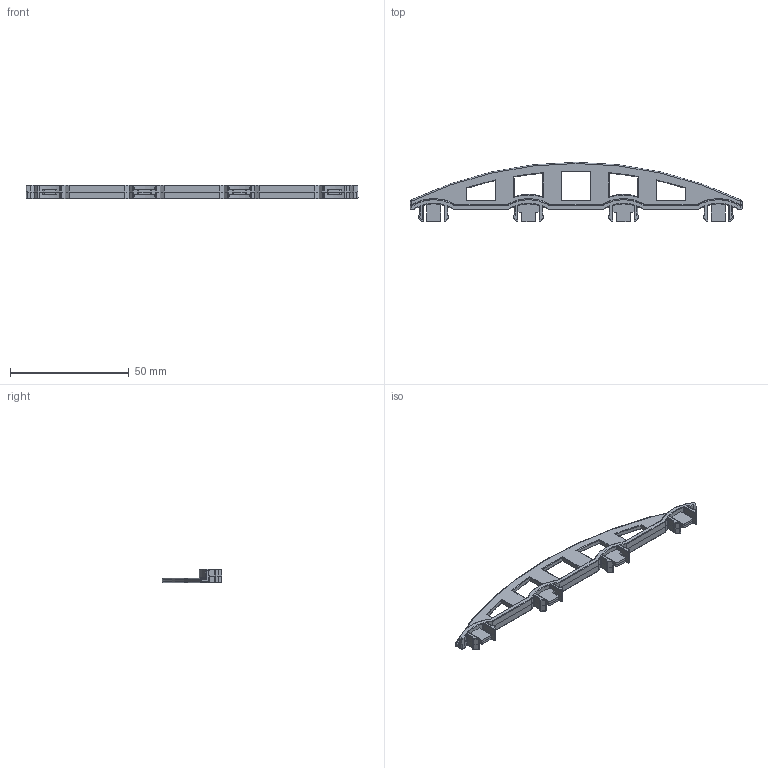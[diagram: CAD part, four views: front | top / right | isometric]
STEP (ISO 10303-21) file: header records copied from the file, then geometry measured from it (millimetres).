
FILE_DESCRIPTION (( 'STEP AP203' ), '1' );
FILE_NAME ('10-10017d.step', '2014-04-13T23:21:26', ( 'Nicholas Morozovsky' ), ( '' ), 'SwSTEP 2.0', 'SolidWorks 2012', '' );
FILE_SCHEMA (( 'CONFIG_CONTROL_DESIGN' ));
Length unit declared in the file: millimetre
Products named in the file (1): 10-10017d
Bounding box: 139.99 x 25.03 x 5.8 mm (x, y, z)
Volume: 4774.8 mm3; surface area: 5973.3 mm2
Topology: 1 solids, 1 shells, 505 faces, 1173 edges, 630 vertices
Faces by surface type: plane 166, cylinder 163, bspline 82, torus 46, cone 44, sphere 4
Entity records: 15746 total; most frequent: CARTESIAN_POINT 5685, ORIENTED_EDGE 2266, DIRECTION 1807, EDGE_CURVE 1133, VERTEX_POINT 630, AXIS2_PLACEMENT_3D 620, LINE 567, VECTOR 567
